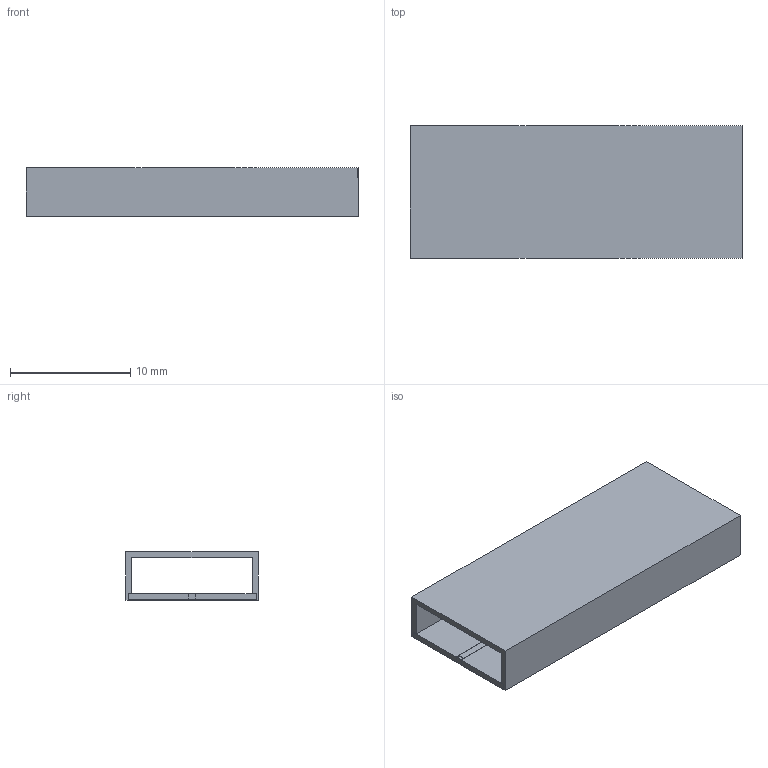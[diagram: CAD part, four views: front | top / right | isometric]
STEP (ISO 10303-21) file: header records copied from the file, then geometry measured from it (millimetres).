
FILE_DESCRIPTION(('STEP AP214'),'1');
FILE_NAME('via_port.stp','2023-11-07T15:41:20',('posit'),(' '),'Spatial InterOp 3D','CST ACIS InterOp Converter 2021',' ');
FILE_SCHEMA(('AUTOMOTIVE_DESIGN { 1 0 10303 214 1 1 1 1 }'));
Length unit declared in the file: millimetre
Products named in the file (1): 1
Bounding box: 27.6 x 11 x 4.02 mm (x, y, z)
Volume: 392.4 mm3; surface area: 2308.1 mm2
Topology: 33 solids, 33 shells, 218 faces, 458 edges, 308 vertices
Faces by surface type: plane 198, cylinder 20
Entity records: 6155 total; most frequent: CARTESIAN_POINT 1014, DIRECTION 1002, ORIENTED_EDGE 912, EDGE_CURVE 456, LINE 418, VECTOR 418, VERTEX_POINT 304, AXIS2_PLACEMENT_3D 292
